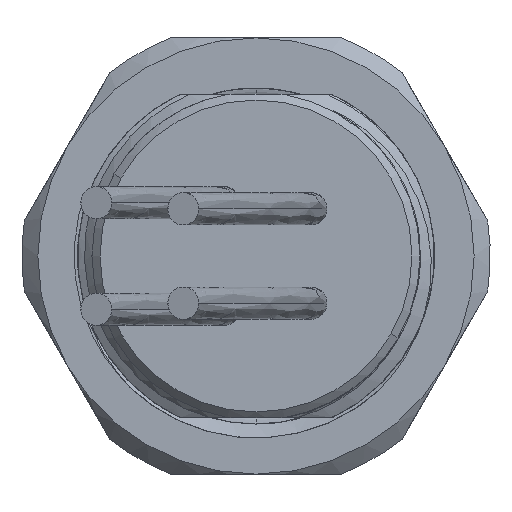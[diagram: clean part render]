
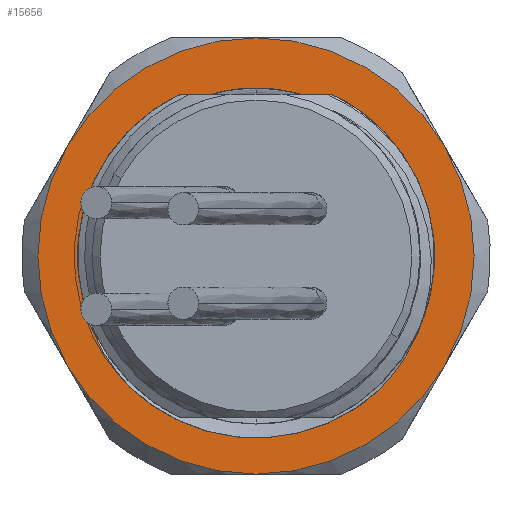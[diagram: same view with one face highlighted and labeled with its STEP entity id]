
A CAD part, left-side view. The second image highlights one B-rep face of the part: STEP entity #15656.
In plain terms, the highlighted planar face has unit normal (-1, 0, 0).
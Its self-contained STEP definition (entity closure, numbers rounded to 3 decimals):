
#13799=CARTESIAN_POINT('',(-5.5,11.691,6.75));
#13953=CARTESIAN_POINT('',(-5.5,0.,0.));
#13954=DIRECTION('',(1.,0.,0.));
#13955=DIRECTION('',(0.,0.,-1.));
#13956=AXIS2_PLACEMENT_3D('',#13953,#13954,#13955);
#13958=CARTESIAN_POINT('',(-5.5,0.,0.));
#13959=DIRECTION('',(1.,0.,0.));
#13960=DIRECTION('',(0.,0.866,-0.5));
#13961=AXIS2_PLACEMENT_3D('',#13958,#13959,#13960);
#13963=CARTESIAN_POINT('',(-5.5,0.,0.));
#13964=DIRECTION('',(1.,0.,0.));
#13965=DIRECTION('',(0.,0.,1.));
#13966=AXIS2_PLACEMENT_3D('',#13963,#13964,#13965);
#13968=CARTESIAN_POINT('',(-5.5,0.,0.));
#13969=DIRECTION('',(1.,0.,0.));
#13970=DIRECTION('',(0.,-0.866,0.5));
#13971=AXIS2_PLACEMENT_3D('',#13968,#13969,#13970);
#13973=CARTESIAN_POINT('',(-5.5,8.362,-7.541));
#13974=CARTESIAN_POINT('',(-5.5,8.656,-7.189));
#13975=CARTESIAN_POINT('',(-5.5,9.195,-6.455));
#13976=CARTESIAN_POINT('',(-5.5,9.865,-5.263));
#13977=CARTESIAN_POINT('',(-5.5,10.382,-4.004));
#13978=CARTESIAN_POINT('',(-5.5,10.741,-2.696));
#13979=CARTESIAN_POINT('',(-5.5,10.936,-1.36));
#13980=CARTESIAN_POINT('',(-5.5,10.967,-0.014));
#13981=CARTESIAN_POINT('',(-5.5,10.833,1.321));
#13982=CARTESIAN_POINT('',(-5.5,10.537,2.625));
#13983=CARTESIAN_POINT('',(-5.5,10.086,3.877));
#13984=CARTESIAN_POINT('',(-5.5,9.486,5.061));
#13985=CARTESIAN_POINT('',(-5.5,8.748,6.157));
#13986=CARTESIAN_POINT('',(-5.5,7.884,7.15));
#13987=CARTESIAN_POINT('',(-5.5,6.908,8.026));
#13988=CARTESIAN_POINT('',(-5.5,5.836,8.771));
#13989=CARTESIAN_POINT('',(-5.5,4.683,9.377));
#13990=CARTESIAN_POINT('',(-5.5,3.877,9.68));
#13991=CARTESIAN_POINT('',(-5.5,3.463,9.806));
#13993=CARTESIAN_POINT('',(-5.5,-7.644,-8.268));
#13994=CARTESIAN_POINT('',(-5.5,-7.307,-8.58));
#13995=CARTESIAN_POINT('',(-5.5,-6.6,-9.157));
#13996=CARTESIAN_POINT('',(-5.5,-5.438,-9.892));
#13997=CARTESIAN_POINT('',(-5.5,-4.196,-10.479));
#13998=CARTESIAN_POINT('',(-5.5,-2.892,-10.911));
#13999=CARTESIAN_POINT('',(-5.5,-1.545,-11.182));
#14000=CARTESIAN_POINT('',(-5.5,-0.176,-11.287));
#14001=CARTESIAN_POINT('',(-5.5,1.197,-11.224));
#14002=CARTESIAN_POINT('',(-5.5,2.552,-10.996));
#14003=CARTESIAN_POINT('',(-5.5,3.869,-10.604));
#14004=CARTESIAN_POINT('',(-5.5,5.128,-10.056));
#14005=CARTESIAN_POINT('',(-5.5,6.311,-9.359));
#14006=CARTESIAN_POINT('',(-5.5,7.402,-8.522));
#14007=CARTESIAN_POINT('',(-5.5,8.054,-7.882));
#14008=CARTESIAN_POINT('',(-5.5,8.362,-7.541));
#14010=CARTESIAN_POINT('',(-5.5,-4.337,9.452));
#14011=CARTESIAN_POINT('',(-5.5,-4.738,9.289));
#14012=CARTESIAN_POINT('',(-5.5,-5.513,8.914));
#14013=CARTESIAN_POINT('',(-5.5,-6.607,8.206));
#14014=CARTESIAN_POINT('',(-5.5,-7.607,7.367));
#14015=CARTESIAN_POINT('',(-5.5,-8.5,6.406));
#14016=CARTESIAN_POINT('',(-5.5,-9.27,5.339));
#14017=CARTESIAN_POINT('',(-5.5,-9.906,4.18));
#14018=CARTESIAN_POINT('',(-5.5,-10.396,2.947));
#14019=CARTESIAN_POINT('',(-5.5,-10.732,1.659));
#14020=CARTESIAN_POINT('',(-5.5,-10.908,0.334));
#14021=CARTESIAN_POINT('',(-5.5,-10.921,-1.007));
#14022=CARTESIAN_POINT('',(-5.5,-10.768,-2.345));
#14023=CARTESIAN_POINT('',(-5.5,-10.452,-3.659));
#14024=CARTESIAN_POINT('',(-5.5,-9.977,-4.929));
#14025=CARTESIAN_POINT('',(-5.5,-9.348,-6.135));
#14026=CARTESIAN_POINT('',(-5.5,-8.573,-7.261));
#14027=CARTESIAN_POINT('',(-5.5,-7.969,-7.943));
#14028=CARTESIAN_POINT('',(-5.5,-7.644,-8.268));
#14035=CARTESIAN_POINT('',(-5.5,0.,0.));
#14036=DIRECTION('',(-1.,0.,0.));
#14037=DIRECTION('',(0.,0.,-1.));
#14038=AXIS2_PLACEMENT_3D('',#14035,#14036,#14037);
#14047=CARTESIAN_POINT('',(-5.5,-11.691,-6.75));
#14073=CARTESIAN_POINT('',(-5.5,-11.691,6.75));
#14099=CARTESIAN_POINT('',(-5.5,0.,13.5));
#14123=CARTESIAN_POINT('',(-5.5,0.,0.));
#14124=DIRECTION('',(-1.,0.,0.));
#14125=DIRECTION('',(0.,0.,1.));
#14126=AXIS2_PLACEMENT_3D('',#14123,#14124,#14125);
#14251=CARTESIAN_POINT('',(-5.5,11.691,-6.75));
#14277=CARTESIAN_POINT('',(-5.5,0.,-13.5));
#14732=CARTESIAN_POINT('',(-5.5,0.,0.));
#14733=DIRECTION('',(1.,0.,0.));
#14734=DIRECTION('',(0.,0.333,0.943));
#14735=AXIS2_PLACEMENT_3D('',#14732,#14733,#14734);
#15132=VERTEX_POINT('',#14099);
#15134=VERTEX_POINT('',#14073);
#15136=VERTEX_POINT('',#14047);
#15138=VERTEX_POINT('',#14277);
#15140=VERTEX_POINT('',#14251);
#15142=VERTEX_POINT('',#13799);
#15159=VERTEX_POINT('',#13973);
#15160=VERTEX_POINT('',#13991);
#15161=VERTEX_POINT('',#13993);
#15162=VERTEX_POINT('',#14010);
#15628=CARTESIAN_POINT('',(-5.5,25.725,-61.986));
#15629=DIRECTION('',(1.,0.,0.));
#15630=DIRECTION('',(0.,-1.,0.));
#15631=AXIS2_PLACEMENT_3D('',#15628,#15629,#15630);
#15632=PLANE('',#15631);
#15634=ORIENTED_EDGE('',*,*,#15633,.F.);
#15636=ORIENTED_EDGE('',*,*,#15635,.T.);
#15637=ORIENTED_EDGE('',*,*,#15619,.T.);
#15639=ORIENTED_EDGE('',*,*,#15638,.F.);
#15641=ORIENTED_EDGE('',*,*,#15640,.T.);
#15643=ORIENTED_EDGE('',*,*,#15642,.T.);
#15644=EDGE_LOOP('',(#15634,#15636,#15637,#15639,#15641,#15643));
#15645=FACE_OUTER_BOUND('',#15644,.F.);
#15647=ORIENTED_EDGE('',*,*,#15646,.F.);
#15649=ORIENTED_EDGE('',*,*,#15648,.F.);
#15651=ORIENTED_EDGE('',*,*,#15650,.F.);
#15653=ORIENTED_EDGE('',*,*,#15652,.F.);
#15654=EDGE_LOOP('',(#15647,#15649,#15651,#15653));
#15655=FACE_BOUND('',#15654,.F.);
#13957=CIRCLE('',#13956,13.5);
#13962=CIRCLE('',#13961,13.5);
#13967=CIRCLE('',#13966,13.5);
#13972=CIRCLE('',#13971,13.5);
#13992=B_SPLINE_CURVE_WITH_KNOTS('',3,(#13973,#13974,#13975,#13976,#13977,
#13978,#13979,#13980,#13981,#13982,#13983,#13984,#13985,#13986,#13987,#13988,
#13989,#13990,#13991),.UNSPECIFIED.,.F.,.F.,(4,1,1,1,1,1,1,1,1,1,1,1,1,1,1,1,4),
(0.,0.063,0.125,0.188,0.25,0.313,0.375,0.438,0.5,0.563,
0.625,0.688,0.75,0.813,0.875,0.938,1.),.UNSPECIFIED.);
#14009=B_SPLINE_CURVE_WITH_KNOTS('',3,(#13993,#13994,#13995,#13996,#13997,
#13998,#13999,#14000,#14001,#14002,#14003,#14004,#14005,#14006,#14007,#14008),
.UNSPECIFIED.,.F.,.F.,(4,1,1,1,1,1,1,1,1,1,1,1,1,4),(0.,0.077,
0.154,0.231,0.308,0.385,
0.462,0.538,0.615,0.692,
0.769,0.846,0.923,1.),.UNSPECIFIED.);
#14029=B_SPLINE_CURVE_WITH_KNOTS('',3,(#14010,#14011,#14012,#14013,#14014,
#14015,#14016,#14017,#14018,#14019,#14020,#14021,#14022,#14023,#14024,#14025,
#14026,#14027,#14028),.UNSPECIFIED.,.F.,.F.,(4,1,1,1,1,1,1,1,1,1,1,1,1,1,1,1,4),
(0.,0.063,0.125,0.188,0.25,0.313,0.375,0.438,0.5,0.563,
0.625,0.688,0.75,0.813,0.875,0.938,1.),.UNSPECIFIED.);
#14039=CIRCLE('',#14038,13.5);
#14127=CIRCLE('',#14126,13.5);
#14736=CIRCLE('',#14735,10.4);
#15619=EDGE_CURVE('',#15140,#15142,#13962,.T.);
#15633=EDGE_CURVE('',#15138,#15136,#14039,.T.);
#15635=EDGE_CURVE('',#15138,#15140,#13957,.T.);
#15638=EDGE_CURVE('',#15132,#15142,#14127,.T.);
#15640=EDGE_CURVE('',#15132,#15134,#13967,.T.);
#15642=EDGE_CURVE('',#15134,#15136,#13972,.T.);
#15646=EDGE_CURVE('',#15159,#15160,#13992,.T.);
#15648=EDGE_CURVE('',#15161,#15159,#14009,.T.);
#15650=EDGE_CURVE('',#15162,#15161,#14029,.T.);
#15652=EDGE_CURVE('',#15160,#15162,#14736,.T.);
#15656=ADVANCED_FACE('',(#15645,#15655),#15632,.F.);
